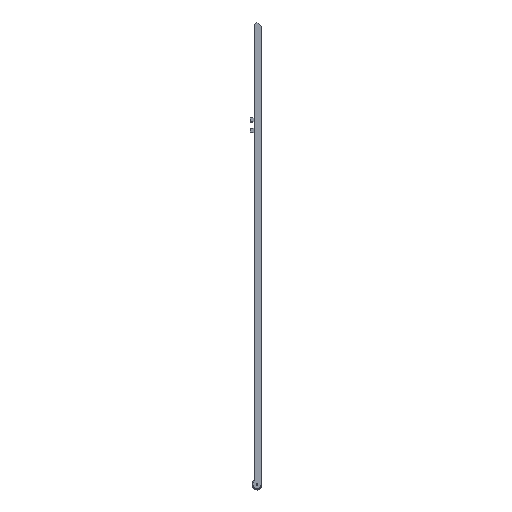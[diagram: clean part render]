
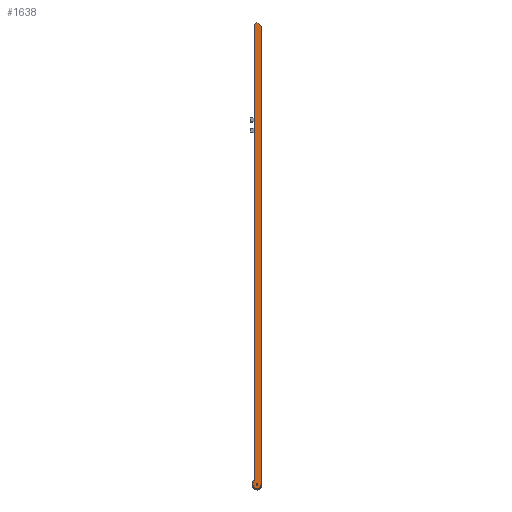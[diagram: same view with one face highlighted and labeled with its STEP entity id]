
A CAD part, top view. The second image highlights one B-rep face of the part: STEP entity #1638.
In plain terms, the highlighted planar face has unit normal (0, 0, 1).
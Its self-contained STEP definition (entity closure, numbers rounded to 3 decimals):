
#83=FACE_BOUND('',#339,.T.);
#160=CIRCLE('',#1804,2.1);
#162=CIRCLE('',#1809,0.5);
#232=FACE_OUTER_BOUND('',#338,.T.);
#338=EDGE_LOOP('',(#1374,#1375,#1376,#1377,#1378,#1379));
#339=EDGE_LOOP('',(#1380));
#482=LINE('',#2666,#635);
#486=LINE('',#2678,#639);
#488=LINE('',#2682,#641);
#491=LINE('',#2688,#644);
#492=LINE('',#2689,#645);
#635=VECTOR('',#2191,10.);
#639=VECTOR('',#2203,10.);
#641=VECTOR('',#2207,10.);
#644=VECTOR('',#2212,1000.);
#645=VECTOR('',#2213,1000.);
#801=VERTEX_POINT('',#2663);
#802=VERTEX_POINT('',#2665);
#803=VERTEX_POINT('',#2669);
#806=VERTEX_POINT('',#2677);
#807=VERTEX_POINT('',#2681);
#809=VERTEX_POINT('',#2687);
#810=VERTEX_POINT('',#2690);
#1002=EDGE_CURVE('',#801,#802,#482,.T.);
#1004=EDGE_CURVE('',#802,#803,#160,.T.);
#1008=EDGE_CURVE('',#803,#806,#486,.T.);
#1010=EDGE_CURVE('',#806,#807,#488,.T.);
#1013=EDGE_CURVE('',#801,#809,#491,.T.);
#1014=EDGE_CURVE('',#809,#807,#492,.T.);
#1015=EDGE_CURVE('',#810,#810,#162,.T.);
#1374=ORIENTED_EDGE('',*,*,#1010,.F.);
#1375=ORIENTED_EDGE('',*,*,#1008,.F.);
#1376=ORIENTED_EDGE('',*,*,#1004,.F.);
#1377=ORIENTED_EDGE('',*,*,#1002,.F.);
#1378=ORIENTED_EDGE('',*,*,#1013,.T.);
#1379=ORIENTED_EDGE('',*,*,#1014,.T.);
#1380=ORIENTED_EDGE('',*,*,#1015,.T.);
#1557=PLANE('',#1808);
#1638=ADVANCED_FACE('',(#232,#83),#1557,.T.);
#1804=AXIS2_PLACEMENT_3D('',#2670,#2195,#2196);
#1808=AXIS2_PLACEMENT_3D('',#2686,#2210,#2211);
#1809=AXIS2_PLACEMENT_3D('',#2691,#2214,#2215);
#2191=DIRECTION('',(0.,-1.,0.));
#2195=DIRECTION('center_axis',(0.,0.,
-1.));
#2196=DIRECTION('ref_axis',(0.,-1.,0.));
#2203=DIRECTION('',(0.471,0.882,0.));
#2207=DIRECTION('',(0.,1.,0.));
#2210=DIRECTION('center_axis',(0.,0.,
1.));
#2211=DIRECTION('ref_axis',(1.,0.,0.));
#2212=DIRECTION('',(-0.707,0.707,0.));
#2213=DIRECTION('',(-0.707,-0.707,0.));
#2214=DIRECTION('center_axis',(0.,0.,
-1.));
#2215=DIRECTION('ref_axis',(0.,1.,0.));
#2663=CARTESIAN_POINT('',(178.6,207.25,85.579));
#2665=CARTESIAN_POINT('',(178.6,-24.65,85.579));
#2666=CARTESIAN_POINT('',(178.6,95.12,85.579));
#2669=CARTESIAN_POINT('',(174.647,-23.662,85.579));
#2670=CARTESIAN_POINT('Origin',(176.5,-24.65,85.579));
#2677=CARTESIAN_POINT('',(175.4,-22.25,85.579));
#2678=CARTESIAN_POINT('',(199.921,23.727,85.579));
#2681=CARTESIAN_POINT('',(175.4,208.25,85.579));
#2682=CARTESIAN_POINT('',(175.4,95.12,85.579));
#2686=CARTESIAN_POINT('Origin',(177.,95.12,85.579));
#2687=CARTESIAN_POINT('',(176.5,209.35,85.579));
#2688=CARTESIAN_POINT('',(174.,211.85,85.579));
#2689=CARTESIAN_POINT('',(176.5,209.35,85.579));
#2690=CARTESIAN_POINT('',(176.5,-25.15,85.579));
#2691=CARTESIAN_POINT('Origin',(176.5,-24.65,85.579));
